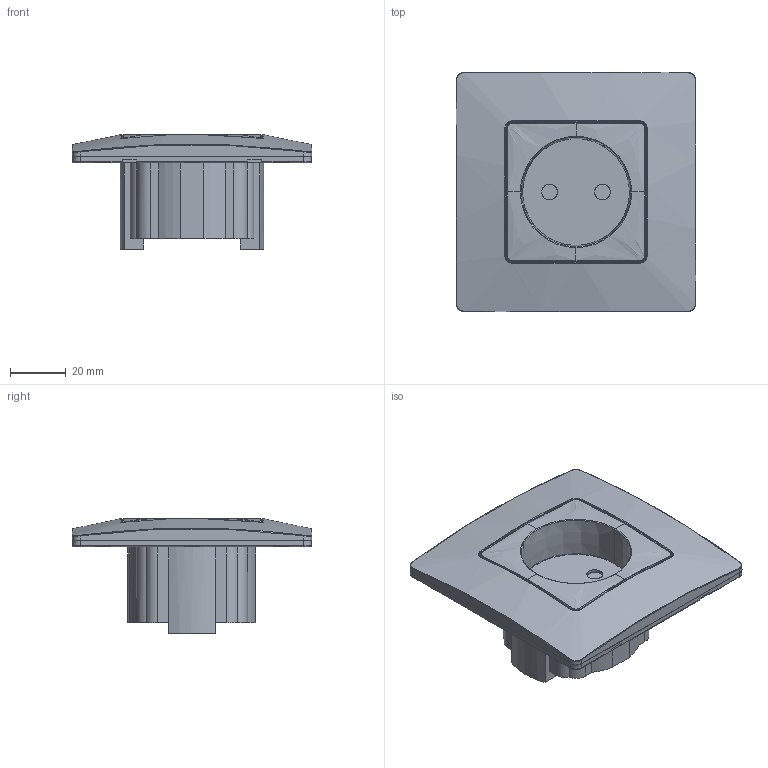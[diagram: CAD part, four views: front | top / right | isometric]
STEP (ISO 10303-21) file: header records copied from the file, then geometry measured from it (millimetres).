
FILE_DESCRIPTION (( 'STEP AP203' ), '1' );
FILE_NAME ('Rozetka_s_sh_bez_z.STEP', '2025-06-25T20:57:47', ( '' ), ( '' ), 'SwSTEP 2.0', 'SolidWorks 2022', '' );
FILE_SCHEMA (( 'CONFIG_CONTROL_DESIGN' ));
Length unit declared in the file: millimetre
Products named in the file (1): Rozetka_s_sh_bez_z
Bounding box: 86 x 86 x 41.15 mm (x, y, z)
Surface area: 25686.9 mm2 (no closed solid volume)
Topology: 0 solids, 12 shells, 299 faces, 757 edges, 481 vertices
Faces by surface type: plane 169, bspline 58, cylinder 42, cone 19, torus 11
Entity records: 19447 total; most frequent: CARTESIAN_POINT 13987, ORIENTED_EDGE 1493, EDGE_CURVE 757, B_SPLINE_CURVE_WITH_KNOTS 723, DIRECTION 489, VERTEX_POINT 481, EDGE_LOOP 306, ADVANCED_FACE 299
